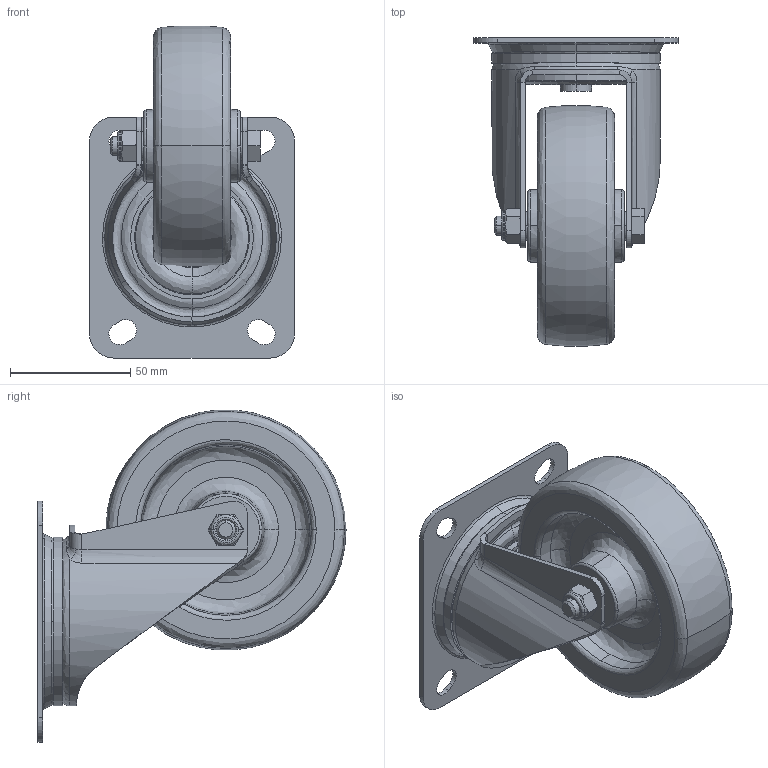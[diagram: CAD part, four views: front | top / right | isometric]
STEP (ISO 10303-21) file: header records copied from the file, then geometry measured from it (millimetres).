
FILE_DESCRIPTION (( 'STEP AP214' ), '1' );
FILE_NAME ('0056724.step', '2024-04-04T06:39:40', ( '' ), ( '' ), 'SwSTEP 2.0', 'SolidWorks 2020', '' );
FILE_SCHEMA (( 'AUTOMOTIVE_DESIGN' ));
Length unit declared in the file: millimetre
Products named in the file (1): 0056724
Bounding box: 85 x 127.91 x 137.77 mm (x, y, z)
Volume: 237478.8 mm3; surface area: 82516.8 mm2
Topology: 1 solids, 4 shells, 283 faces, 677 edges, 426 vertices
Faces by surface type: bspline 111, plane 66, cylinder 58, cone 46, torus 2
Entity records: 15898 total; most frequent: CARTESIAN_POINT 9196, ORIENTED_EDGE 1354, DIRECTION 1249, EDGE_CURVE 677, AXIS2_PLACEMENT_3D 533, VERTEX_POINT 426, CIRCLE 360, EDGE_LOOP 323
